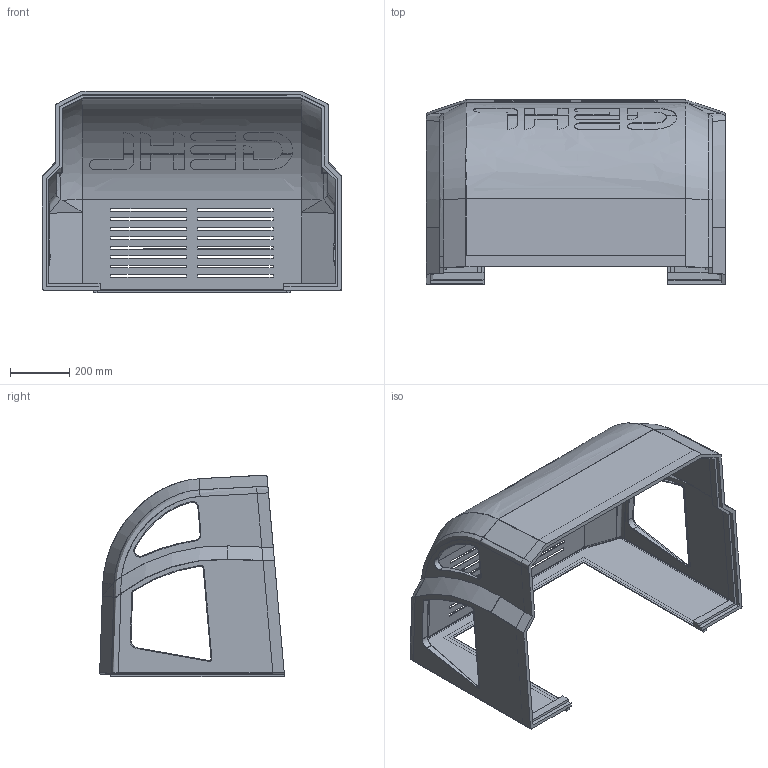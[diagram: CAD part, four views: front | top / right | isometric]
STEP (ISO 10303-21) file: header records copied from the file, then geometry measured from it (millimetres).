
FILE_DESCRIPTION (( 'STEP AP203' ), '1' );
FILE_NAME ('Hood_Primary.STEP', '2023-07-27T05:57:02', ( '' ), ( '' ), 'SwSTEP 2.0', 'SolidWorks 2021', '' );
FILE_SCHEMA (( 'CONFIG_CONTROL_DESIGN' ));
Length unit declared in the file: centimetre
Products named in the file (3): Body Panels _1_; Part 27-1; Hood_Primary
Assembly tree (2 placements, depth 3):
  Hood_Primary
    Body Panels _1_
      Part 27-1
Bounding box: 1007.81 x 622.2 x 680.2 mm (x, y, z)
Volume: 6088268.8 mm3; surface area: 3643289.1 mm2
Topology: 1 solids, 1 shells, 300 faces, 852 edges, 563 vertices
Faces by surface type: plane 184, cylinder 61, bspline 51, cone 4
Entity records: 32242 total; most frequent: CARTESIAN_POINT 24714, ORIENTED_EDGE 1702, DIRECTION 1181, EDGE_CURVE 851, VERTEX_POINT 563, LINE 527, VECTOR 527, EDGE_LOOP 350
